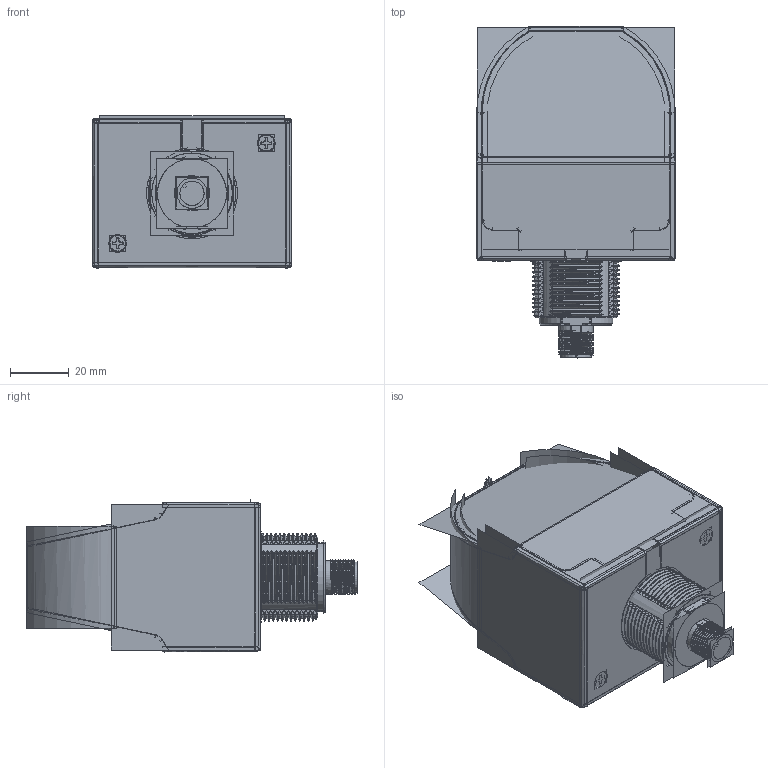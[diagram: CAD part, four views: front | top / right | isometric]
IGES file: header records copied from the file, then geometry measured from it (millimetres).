
Start section:  PTC IGES file: 215159_sm01.igs
Global section: file name: 215159_sm01.igs; native system: Creo Parametric by PTC Inc.; preprocessor: 2019292; author: PDMAdmin; organization: Unknown; date: 20210818.135618; units: millimetre
Bounding box: 68 x 113.41 x 52.1 mm (x, y, z)
Volume: 91075.2 mm3; surface area: 182725.8 mm2
Topology: 1 solids, 4 shells, 2207 faces, 13866 edges, 18447 vertices
Faces by surface type: bspline 1229, revolution 978
